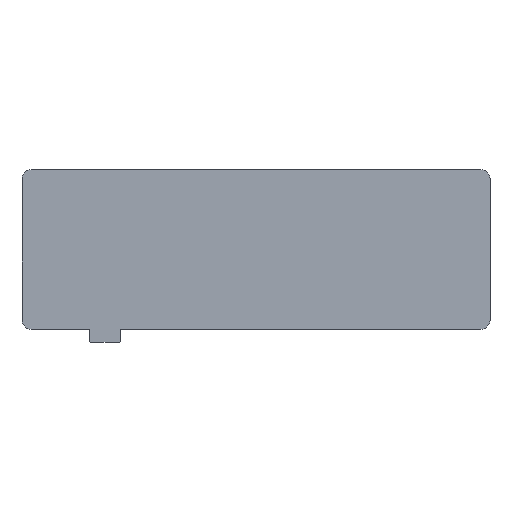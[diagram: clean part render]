
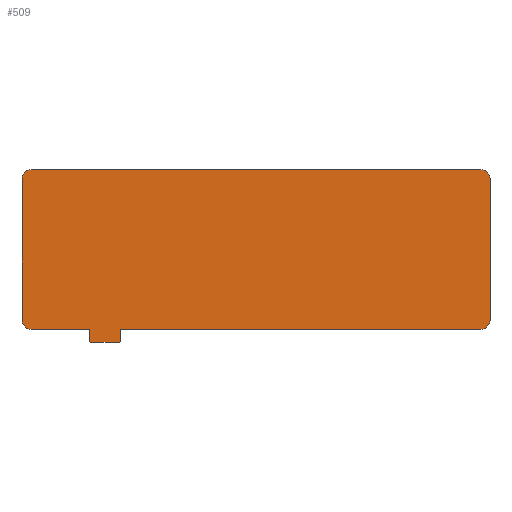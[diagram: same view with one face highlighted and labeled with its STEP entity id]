
A CAD part, top view. The second image highlights one B-rep face of the part: STEP entity #509.
In plain terms, the highlighted planar face has unit normal (0, 0, 1).
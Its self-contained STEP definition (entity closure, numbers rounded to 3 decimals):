
#52 = VERTEX_POINT('',#53);
#53 = CARTESIAN_POINT('',(0.,6.,1.724));
#59 = EDGE_CURVE('',#52,#60,#62,.T.);
#60 = VERTEX_POINT('',#61);
#61 = CARTESIAN_POINT('',(0.,100.,1.724));
#62 = LINE('',#63,#64);
#63 = CARTESIAN_POINT('',(0.,6.,1.724));
#64 = VECTOR('',#65,1.);
#65 = DIRECTION('',(0.,1.,0.));
#90 = EDGE_CURVE('',#60,#91,#93,.T.);
#91 = VERTEX_POINT('',#92);
#92 = CARTESIAN_POINT('',(6.,106.,1.724));
#93 = CIRCLE('',#94,5.999);
#94 = AXIS2_PLACEMENT_3D('',#95,#96,#97);
#95 = CARTESIAN_POINT('',(5.999,100.001,1.724));
#96 = DIRECTION('',(0.,0.,-1.));
#97 = DIRECTION('',(-1.,0.,-0.));
#123 = EDGE_CURVE('',#91,#124,#126,.T.);
#124 = VERTEX_POINT('',#125);
#125 = CARTESIAN_POINT('',(305.,106.,1.724));
#126 = LINE('',#127,#128);
#127 = CARTESIAN_POINT('',(6.,106.,1.724));
#128 = VECTOR('',#129,1.);
#129 = DIRECTION('',(1.,0.,0.));
#154 = EDGE_CURVE('',#124,#155,#157,.T.);
#155 = VERTEX_POINT('',#156);
#156 = CARTESIAN_POINT('',(311.,100.,1.724));
#157 = CIRCLE('',#158,5.999);
#158 = AXIS2_PLACEMENT_3D('',#159,#160,#161);
#159 = CARTESIAN_POINT('',(305.001,100.001,1.724));
#160 = DIRECTION('',(0.,0.,-1.));
#161 = DIRECTION('',(0.,1.,0.));
#187 = EDGE_CURVE('',#155,#188,#190,.T.);
#188 = VERTEX_POINT('',#189);
#189 = CARTESIAN_POINT('',(311.,6.,1.724));
#190 = LINE('',#191,#192);
#191 = CARTESIAN_POINT('',(311.,100.,1.724));
#192 = VECTOR('',#193,1.);
#193 = DIRECTION('',(0.,-1.,0.));
#218 = EDGE_CURVE('',#188,#219,#221,.T.);
#219 = VERTEX_POINT('',#220);
#220 = CARTESIAN_POINT('',(305.,0.,1.724));
#221 = CIRCLE('',#222,5.999);
#222 = AXIS2_PLACEMENT_3D('',#223,#224,#225);
#223 = CARTESIAN_POINT('',(305.001,5.999,1.724));
#224 = DIRECTION('',(0.,0.,-1.));
#225 = DIRECTION('',(1.,0.,0.));
#251 = EDGE_CURVE('',#219,#252,#254,.T.);
#252 = VERTEX_POINT('',#253);
#253 = CARTESIAN_POINT('',(65.295,0.,1.724));
#254 = LINE('',#255,#256);
#255 = CARTESIAN_POINT('',(305.,0.,1.724));
#256 = VECTOR('',#257,1.);
#257 = DIRECTION('',(-1.,0.,0.));
#282 = EDGE_CURVE('',#252,#283,#285,.T.);
#283 = VERTEX_POINT('',#284);
#284 = CARTESIAN_POINT('',(65.295,-8.143,1.724));
#285 = LINE('',#286,#287);
#286 = CARTESIAN_POINT('',(65.295,0.,1.724));
#287 = VECTOR('',#288,1.);
#288 = DIRECTION('',(0.,-1.,0.));
#313 = EDGE_CURVE('',#283,#314,#316,.T.);
#314 = VERTEX_POINT('',#315);
#315 = CARTESIAN_POINT('',(64.75,-8.688,1.724));
#316 = LINE('',#317,#318);
#317 = CARTESIAN_POINT('',(65.295,-8.143,1.724));
#318 = VECTOR('',#319,1.);
#319 = DIRECTION('',(-0.707,-0.707,0.));
#344 = EDGE_CURVE('',#314,#345,#347,.T.);
#345 = VERTEX_POINT('',#346);
#346 = CARTESIAN_POINT('',(45.562,-8.688,1.724));
#347 = LINE('',#348,#349);
#348 = CARTESIAN_POINT('',(64.75,-8.688,1.724));
#349 = VECTOR('',#350,1.);
#350 = DIRECTION('',(-1.,0.,0.));
#375 = EDGE_CURVE('',#345,#376,#378,.T.);
#376 = VERTEX_POINT('',#377);
#377 = CARTESIAN_POINT('',(45.017,-8.143,1.724));
#378 = LINE('',#379,#380);
#379 = CARTESIAN_POINT('',(45.562,-8.688,1.724));
#380 = VECTOR('',#381,1.);
#381 = DIRECTION('',(-0.707,0.707,0.));
#406 = EDGE_CURVE('',#376,#407,#409,.T.);
#407 = VERTEX_POINT('',#408);
#408 = CARTESIAN_POINT('',(45.017,0.,1.724));
#409 = LINE('',#410,#411);
#410 = CARTESIAN_POINT('',(45.017,-8.143,1.724));
#411 = VECTOR('',#412,1.);
#412 = DIRECTION('',(0.,1.,0.));
#437 = EDGE_CURVE('',#407,#438,#440,.T.);
#438 = VERTEX_POINT('',#439);
#439 = CARTESIAN_POINT('',(6.,0.,1.724));
#440 = LINE('',#441,#442);
#441 = CARTESIAN_POINT('',(45.017,0.,1.724));
#442 = VECTOR('',#443,1.);
#443 = DIRECTION('',(-1.,0.,0.));
#468 = EDGE_CURVE('',#438,#52,#469,.T.);
#469 = CIRCLE('',#470,5.999);
#470 = AXIS2_PLACEMENT_3D('',#471,#472,#473);
#471 = CARTESIAN_POINT('',(5.999,5.999,1.724));
#472 = DIRECTION('',(0.,0.,-1.));
#473 = DIRECTION('',(0.,-1.,0.));
#509 = ADVANCED_FACE('',(#510),#526,.F.);
#510 = FACE_BOUND('',#511,.F.);
#511 = EDGE_LOOP('',(#512,#513,#514,#515,#516,#517,#518,#519,#520,#521,
    #522,#523,#524,#525));
#512 = ORIENTED_EDGE('',*,*,#59,.T.);
#513 = ORIENTED_EDGE('',*,*,#90,.T.);
#514 = ORIENTED_EDGE('',*,*,#123,.T.);
#515 = ORIENTED_EDGE('',*,*,#154,.T.);
#516 = ORIENTED_EDGE('',*,*,#187,.T.);
#517 = ORIENTED_EDGE('',*,*,#218,.T.);
#518 = ORIENTED_EDGE('',*,*,#251,.T.);
#519 = ORIENTED_EDGE('',*,*,#282,.T.);
#520 = ORIENTED_EDGE('',*,*,#313,.T.);
#521 = ORIENTED_EDGE('',*,*,#344,.T.);
#522 = ORIENTED_EDGE('',*,*,#375,.T.);
#523 = ORIENTED_EDGE('',*,*,#406,.T.);
#524 = ORIENTED_EDGE('',*,*,#437,.T.);
#525 = ORIENTED_EDGE('',*,*,#468,.T.);
#526 = PLANE('',#527);
#527 = AXIS2_PLACEMENT_3D('',#528,#529,#530);
#528 = CARTESIAN_POINT('',(153.501,51.651,1.724));
#529 = DIRECTION('',(-0.,-0.,-1.));
#530 = DIRECTION('',(-1.,0.,0.));
